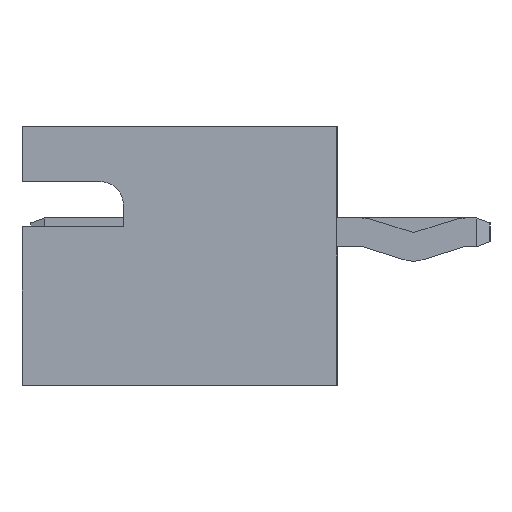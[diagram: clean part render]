
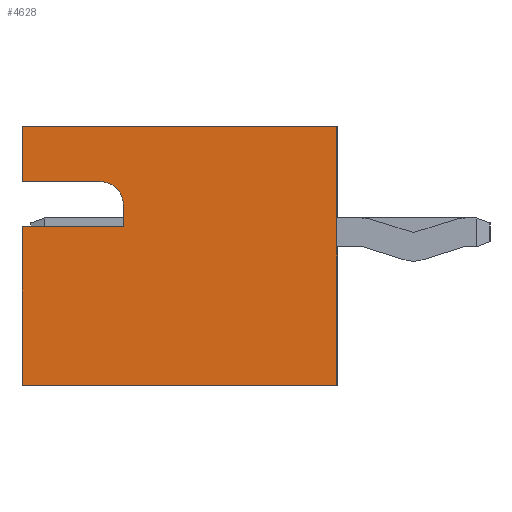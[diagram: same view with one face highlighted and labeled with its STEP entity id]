
A CAD part, left-side view. The second image highlights one B-rep face of the part: STEP entity #4628.
In plain terms, the highlighted face is planar.
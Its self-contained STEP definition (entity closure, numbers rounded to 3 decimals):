
#473 = CARTESIAN_POINT ( 'NONE',  ( 14.95, 7., 3.4 ) ) ;
#585 = DIRECTION ( 'NONE',  ( 0., 0., 1. ) ) ;
#685 = EDGE_CURVE ( 'NONE', #4117, #1120, #2092, .T. ) ;
#723 = EDGE_CURVE ( 'NONE', #3667, #4062, #4085, .T. ) ;
#776 = DIRECTION ( 'NONE',  ( 0., 0., -1. ) ) ;
#892 = LINE ( 'NONE', #4961, #6176 ) ;
#1119 = DIRECTION ( 'NONE',  ( 0., 1., 0. ) ) ;
#1120 = VERTEX_POINT ( 'NONE', #4145 ) ;
#1140 = EDGE_CURVE ( 'NONE', #5342, #4117, #5376, .T. ) ;
#1194 = CARTESIAN_POINT ( 'NONE',  ( 14.95, 4.75, -0.125 ) ) ;
#1198 = CARTESIAN_POINT ( 'NONE',  ( 14.95, 7., -0.125 ) ) ;
#1212 = CARTESIAN_POINT ( 'NONE',  ( 14.95, 4.75, -0.625 ) ) ;
#1325 = ORIENTED_EDGE ( 'NONE', *, *, #7464, .T. ) ;
#1326 = DIRECTION ( 'NONE',  ( 0., -1., 0. ) ) ;
#1389 = DIRECTION ( 'NONE',  ( 1., 0., 0. ) ) ;
#1440 = VERTEX_POINT ( 'NONE', #473 ) ;
#1664 = DIRECTION ( 'NONE',  ( 0., -1., 0. ) ) ;
#1773 = CIRCLE ( 'NONE', #5767, 0.5 ) ;
#1852 = LINE ( 'NONE', #4142, #4046 ) ;
#1877 = EDGE_CURVE ( 'NONE', #5342, #3622, #4748, .T. ) ;
#2027 = ORIENTED_EDGE ( 'NONE', *, *, #4127, .T. ) ;
#2092 = LINE ( 'NONE', #5779, #6923 ) ;
#2340 = CARTESIAN_POINT ( 'NONE',  ( 14.95, 7., -1.125 ) ) ;
#2531 = VECTOR ( 'NONE', #585, 1000. ) ;
#2639 = DIRECTION ( 'NONE',  ( 0., 0., 1. ) ) ;
#2670 = VECTOR ( 'NONE', #1119, 1000. ) ;
#2728 = ORIENTED_EDGE ( 'NONE', *, *, #723, .T. ) ;
#2739 = EDGE_CURVE ( 'NONE', #1440, #1120, #5756, .T. ) ;
#2968 = CARTESIAN_POINT ( 'NONE',  ( 14.95, 7., -2.35 ) ) ;
#3129 = PLANE ( 'NONE',  #6972 ) ;
#3176 = ORIENTED_EDGE ( 'NONE', *, *, #1877, .T. ) ;
#3452 = LINE ( 'NONE', #3485, #7137 ) ;
#3485 = CARTESIAN_POINT ( 'NONE',  ( 14.95, 7., -1.125 ) ) ;
#3547 = DIRECTION ( 'NONE',  ( 0., 0., 1. ) ) ;
#3622 = VERTEX_POINT ( 'NONE', #2340 ) ;
#3624 = CARTESIAN_POINT ( 'NONE',  ( 14.95, 5.25, -0.625 ) ) ;
#3667 = VERTEX_POINT ( 'NONE', #1194 ) ;
#4029 = CARTESIAN_POINT ( 'NONE',  ( 14.95, 7., 3.4 ) ) ;
#4046 = VECTOR ( 'NONE', #5864, 1000. ) ;
#4062 = VERTEX_POINT ( 'NONE', #5830 ) ;
#4085 = LINE ( 'NONE', #1198, #2670 ) ;
#4103 = CARTESIAN_POINT ( 'NONE',  ( 14.95, 0., -2.35 ) ) ;
#4117 = VERTEX_POINT ( 'NONE', #4103 ) ;
#4127 = EDGE_CURVE ( 'NONE', #4062, #1440, #1852, .T. ) ;
#4142 = CARTESIAN_POINT ( 'NONE',  ( 14.95, 7., 0. ) ) ;
#4145 = CARTESIAN_POINT ( 'NONE',  ( 14.95, 0., 3.4 ) ) ;
#4329 = CARTESIAN_POINT ( 'NONE',  ( 14.95, 5.25, -1.125 ) ) ;
#4403 = VECTOR ( 'NONE', #1326, 1000. ) ;
#4618 = CARTESIAN_POINT ( 'NONE',  ( 14.95, 7., -2.35 ) ) ;
#4628 = ADVANCED_FACE ( 'NONE', ( #6571 ), #3129, .T. ) ;
#4645 = DIRECTION ( 'NONE',  ( 0., -1., 0. ) ) ;
#4712 = CARTESIAN_POINT ( 'NONE',  ( 14.95, 7., 0. ) ) ;
#4748 = LINE ( 'NONE', #4712, #2531 ) ;
#4961 = CARTESIAN_POINT ( 'NONE',  ( 14.95, 4.75, -0.625 ) ) ;
#5066 = EDGE_CURVE ( 'NONE', #7181, #7068, #1773, .T. ) ;
#5230 = ORIENTED_EDGE ( 'NONE', *, *, #1140, .F. ) ;
#5342 = VERTEX_POINT ( 'NONE', #4618 ) ;
#5376 = LINE ( 'NONE', #2968, #4403 ) ;
#5386 = DIRECTION ( 'NONE',  ( 0., 0., 1. ) ) ;
#5472 = CARTESIAN_POINT ( 'NONE',  ( 14.95, 7., 0. ) ) ;
#5532 = ORIENTED_EDGE ( 'NONE', *, *, #685, .F. ) ;
#5756 = LINE ( 'NONE', #4029, #7405 ) ;
#5767 = AXIS2_PLACEMENT_3D ( 'NONE', #3624, #5967, #5386 ) ;
#5779 = CARTESIAN_POINT ( 'NONE',  ( 14.95, 0., 0. ) ) ;
#5830 = CARTESIAN_POINT ( 'NONE',  ( 14.95, 7., -0.125 ) ) ;
#5864 = DIRECTION ( 'NONE',  ( 0., 0., 1. ) ) ;
#5967 = DIRECTION ( 'NONE',  ( -1., 0., 0. ) ) ;
#6176 = VECTOR ( 'NONE', #2639, 1000. ) ;
#6571 = FACE_OUTER_BOUND ( 'NONE', #6634, .T. ) ;
#6634 = EDGE_LOOP ( 'NONE', ( #7399, #6853, #1325, #2728, #2027, #7038, #5532, #5230, #3176 ) ) ;
#6853 = ORIENTED_EDGE ( 'NONE', *, *, #5066, .T. ) ;
#6923 = VECTOR ( 'NONE', #3547, 1000. ) ;
#6972 = AXIS2_PLACEMENT_3D ( 'NONE', #5472, #1389, #776 ) ;
#7038 = ORIENTED_EDGE ( 'NONE', *, *, #2739, .T. ) ;
#7063 = EDGE_CURVE ( 'NONE', #3622, #7181, #3452, .T. ) ;
#7068 = VERTEX_POINT ( 'NONE', #1212 ) ;
#7137 = VECTOR ( 'NONE', #4645, 1000. ) ;
#7181 = VERTEX_POINT ( 'NONE', #4329 ) ;
#7399 = ORIENTED_EDGE ( 'NONE', *, *, #7063, .T. ) ;
#7405 = VECTOR ( 'NONE', #1664, 1000. ) ;
#7464 = EDGE_CURVE ( 'NONE', #7068, #3667, #892, .T. ) ;
